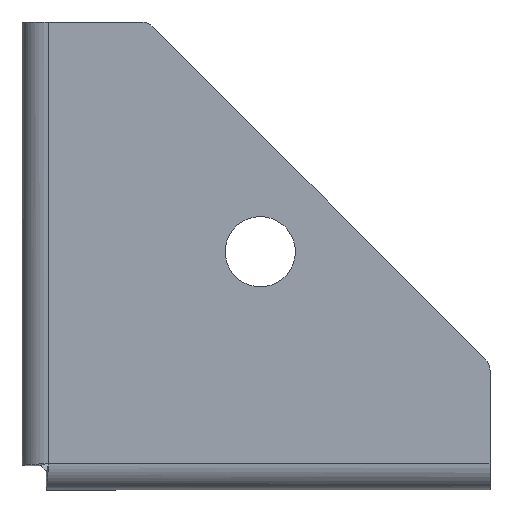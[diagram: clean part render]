
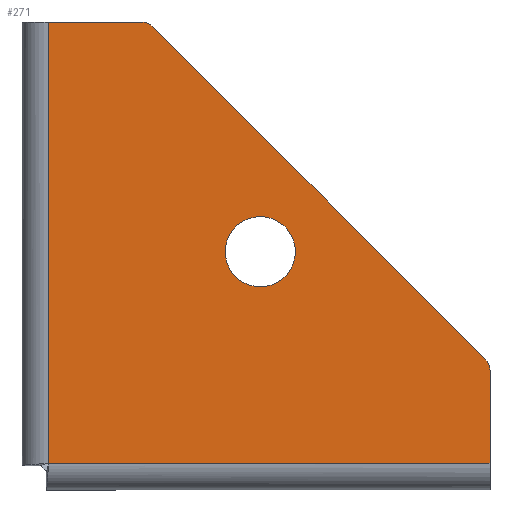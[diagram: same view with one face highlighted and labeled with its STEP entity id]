
A CAD part, front view. The second image highlights one B-rep face of the part: STEP entity #271.
In plain terms, the highlighted planar face has unit normal (0, -1, 0).
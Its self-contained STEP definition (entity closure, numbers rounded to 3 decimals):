
#72 = AXIS2_PLACEMENT_3D ( 'NONE', #676, #673, #666 ) ;
#106 = CARTESIAN_POINT ( 'NONE',  ( 16.745, -2.4, 59.414 ) ) ;
#129 = VERTEX_POINT ( 'NONE', #953 ) ;
#161 = VERTEX_POINT ( 'NONE', #941 ) ;
#164 = CARTESIAN_POINT ( 'NONE',  ( 15.331, -2.4, 60. ) ) ;
#197 = VERTEX_POINT ( 'NONE', #887 ) ;
#270 = CARTESIAN_POINT ( 'NONE',  ( 3.4, -2.4, 60. ) ) ;
#271 = ADVANCED_FACE ( 'NONE', ( #285, #484 ), #539, .F. ) ;
#285 = FACE_BOUND ( 'NONE', #1203, .T. ) ;
#338 = VERTEX_POINT ( 'NONE', #1042 ) ;
#407 = EDGE_CURVE ( 'NONE', #661, #456, #1001, .T. ) ;
#409 = EDGE_CURVE ( 'NONE', #640, #661, #1079, .T. ) ;
#417 = EDGE_CURVE ( 'NONE', #601, #640, #862, .T. ) ;
#422 = DIRECTION ( 'NONE',  ( 0., 0., 1. ) ) ;
#430 = EDGE_CURVE ( 'NONE', #601, #1128, #832, .T. ) ;
#431 = DIRECTION ( 'NONE',  ( 0., 1., 0. ) ) ;
#432 = CARTESIAN_POINT ( 'NONE',  ( 30.549, -2.4, 30.549 ) ) ;
#448 = CIRCLE ( 'NONE', #1222, 2. ) ;
#456 = VERTEX_POINT ( 'NONE', #619 ) ;
#484 = FACE_OUTER_BOUND ( 'NONE', #1106, .T. ) ;
#496 = DIRECTION ( 'NONE',  ( 0., 0., 1. ) ) ;
#525 = EDGE_CURVE ( 'NONE', #197, #161, #954, .T. ) ;
#537 = DIRECTION ( 'NONE',  ( 0., 1., 0. ) ) ;
#539 = PLANE ( 'NONE',  #578 ) ;
#549 = CARTESIAN_POINT ( 'NONE',  ( 15.331, -2.4, 58. ) ) ;
#578 = AXIS2_PLACEMENT_3D ( 'NONE', #549, #537, #496 ) ;
#601 = VERTEX_POINT ( 'NONE', #270 ) ;
#619 = CARTESIAN_POINT ( 'NONE',  ( 59.414, -2.4, 16.745 ) ) ;
#640 = VERTEX_POINT ( 'NONE', #164 ) ;
#641 = CARTESIAN_POINT ( 'NONE',  ( 3.4, -2.4, 3.4 ) ) ;
#653 = CARTESIAN_POINT ( 'NONE',  ( 3.4, -2.4, 60. ) ) ;
#661 = VERTEX_POINT ( 'NONE', #106 ) ;
#665 = DIRECTION ( 'NONE',  ( 0., 0., -1. ) ) ;
#666 = DIRECTION ( 'NONE',  ( 0., 0., 1. ) ) ;
#668 = CIRCLE ( 'NONE', #1220, 4.5 ) ;
#673 = DIRECTION ( 'NONE',  ( 0., 1., 0. ) ) ;
#676 = CARTESIAN_POINT ( 'NONE',  ( 15.331, -2.4, 58. ) ) ;
#683 = VECTOR ( 'NONE', #834, 1000. ) ;
#685 = CARTESIAN_POINT ( 'NONE',  ( 0., -2.4, 60. ) ) ;
#699 = DIRECTION ( 'NONE',  ( 0.707, 0., -0.707 ) ) ;
#719 = CARTESIAN_POINT ( 'NONE',  ( 16.745, -2.4, 59.414 ) ) ;
#734 = DIRECTION ( 'NONE',  ( 1., 0., 0. ) ) ;
#740 = VECTOR ( 'NONE', #665, 1000. ) ;
#804 = VECTOR ( 'NONE', #734, 1000. ) ;
#832 = LINE ( 'NONE', #653, #740 ) ;
#834 = DIRECTION ( 'NONE',  ( 1., 0., 0. ) ) ;
#847 = CARTESIAN_POINT ( 'NONE',  ( 60., -2.4, 15.331 ) ) ;
#859 = DIRECTION ( 'NONE',  ( 0., 0., -1. ) ) ;
#862 = LINE ( 'NONE', #685, #804 ) ;
#863 = DIRECTION ( 'NONE',  ( 0., 0., 1. ) ) ;
#866 = CARTESIAN_POINT ( 'NONE',  ( 3.107, -2.4, 3.4 ) ) ;
#886 = DIRECTION ( 'NONE',  ( 0., 1., 0. ) ) ;
#887 = CARTESIAN_POINT ( 'NONE',  ( 30.549, -2.4, 26.049 ) ) ;
#891 = CARTESIAN_POINT ( 'NONE',  ( 58., -2.4, 15.331 ) ) ;
#906 = CARTESIAN_POINT ( 'NONE',  ( 30.549, -2.4, 30.549 ) ) ;
#911 = VECTOR ( 'NONE', #859, 1000. ) ;
#914 = DIRECTION ( 'NONE',  ( 0., 0., 1. ) ) ;
#932 = DIRECTION ( 'NONE',  ( 0., 1., 0. ) ) ;
#936 = EDGE_CURVE ( 'NONE', #161, #197, #668, .T. ) ;
#940 = LINE ( 'NONE', #866, #683 ) ;
#941 = CARTESIAN_POINT ( 'NONE',  ( 30.549, -2.4, 35.049 ) ) ;
#943 = EDGE_CURVE ( 'NONE', #456, #129, #448, .T. ) ;
#953 = CARTESIAN_POINT ( 'NONE',  ( 60., -2.4, 15.331 ) ) ;
#954 = CIRCLE ( 'NONE', #1144, 4.5 ) ;
#966 = EDGE_CURVE ( 'NONE', #129, #338, #1167, .T. ) ;
#969 = EDGE_CURVE ( 'NONE', #1128, #338, #940, .T. ) ;
#970 = VECTOR ( 'NONE', #699, 1000. ) ;
#1001 = LINE ( 'NONE', #719, #970 ) ;
#1042 = CARTESIAN_POINT ( 'NONE',  ( 60., -2.4, 3.4 ) ) ;
#1073 = ORIENTED_EDGE ( 'NONE', *, *, #936, .T. ) ;
#1079 = CIRCLE ( 'NONE', #72, 2. ) ;
#1082 = ORIENTED_EDGE ( 'NONE', *, *, #525, .T. ) ;
#1084 = ORIENTED_EDGE ( 'NONE', *, *, #969, .T. ) ;
#1095 = ORIENTED_EDGE ( 'NONE', *, *, #966, .F. ) ;
#1097 = ORIENTED_EDGE ( 'NONE', *, *, #943, .F. ) ;
#1105 = ORIENTED_EDGE ( 'NONE', *, *, #407, .F. ) ;
#1106 = EDGE_LOOP ( 'NONE', ( #1084, #1095, #1097, #1105, #1121, #1133, #1135 ) ) ;
#1121 = ORIENTED_EDGE ( 'NONE', *, *, #409, .F. ) ;
#1128 = VERTEX_POINT ( 'NONE', #641 ) ;
#1133 = ORIENTED_EDGE ( 'NONE', *, *, #417, .F. ) ;
#1135 = ORIENTED_EDGE ( 'NONE', *, *, #430, .T. ) ;
#1144 = AXIS2_PLACEMENT_3D ( 'NONE', #432, #431, #422 ) ;
#1167 = LINE ( 'NONE', #847, #911 ) ;
#1203 = EDGE_LOOP ( 'NONE', ( #1073, #1082 ) ) ;
#1220 = AXIS2_PLACEMENT_3D ( 'NONE', #906, #932, #914 ) ;
#1222 = AXIS2_PLACEMENT_3D ( 'NONE', #891, #886, #863 ) ;
